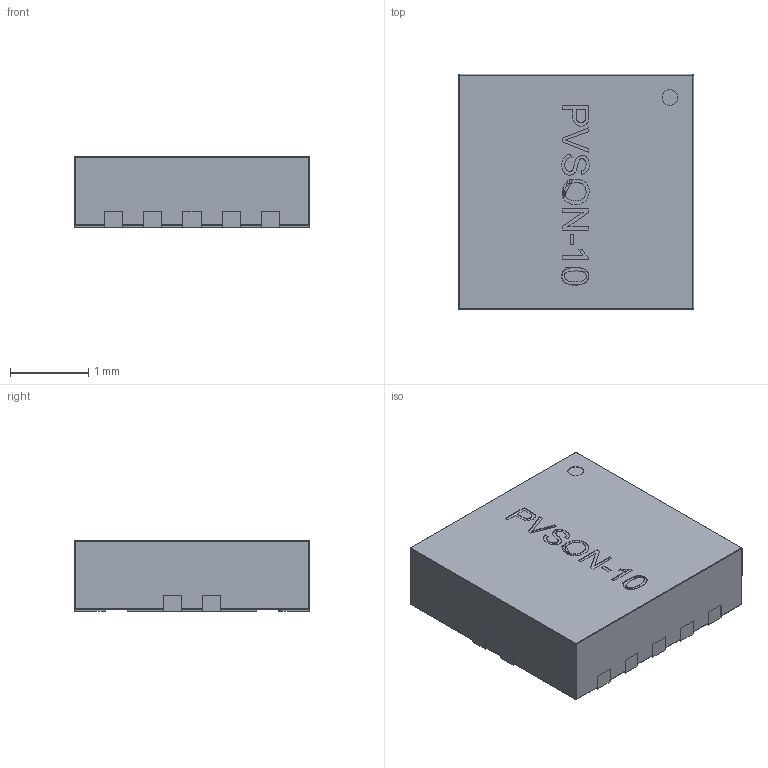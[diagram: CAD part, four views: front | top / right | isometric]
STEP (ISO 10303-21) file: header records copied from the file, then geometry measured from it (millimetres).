
FILE_DESCRIPTION (( 'STEP AP214' ), '1' );
FILE_NAME ('B8E19B1C-7B08-4157-80C0-2304B9C404A6.STEP', '2024-12-04T05:27:10', ( '' ), ( '' ), 'SwSTEP 2.0', 'SolidWorks 2022', '' );
FILE_SCHEMA (( 'AUTOMOTIVE_DESIGN' ));
Length unit declared in the file: millimetre
Products named in the file (1): B8E19B1C-7B08-4157-80C0-2304B9C404A6
Bounding box: 3 x 3 x 0.9 mm (x, y, z)
Surface area: 29 mm2 (no closed solid volume)
Topology: 0 solids, 3 shells, 191 faces, 516 edges, 331 vertices
Faces by surface type: plane 127, cylinder 40, bspline 24
Entity records: 7419 total; most frequent: CARTESIAN_POINT 1643, ORIENTED_EDGE 1008, DIRECTION 880, EDGE_CURVE 508, VECTOR 384, LINE 384, VERTEX_POINT 331, AXIS2_PLACEMENT_3D 248
